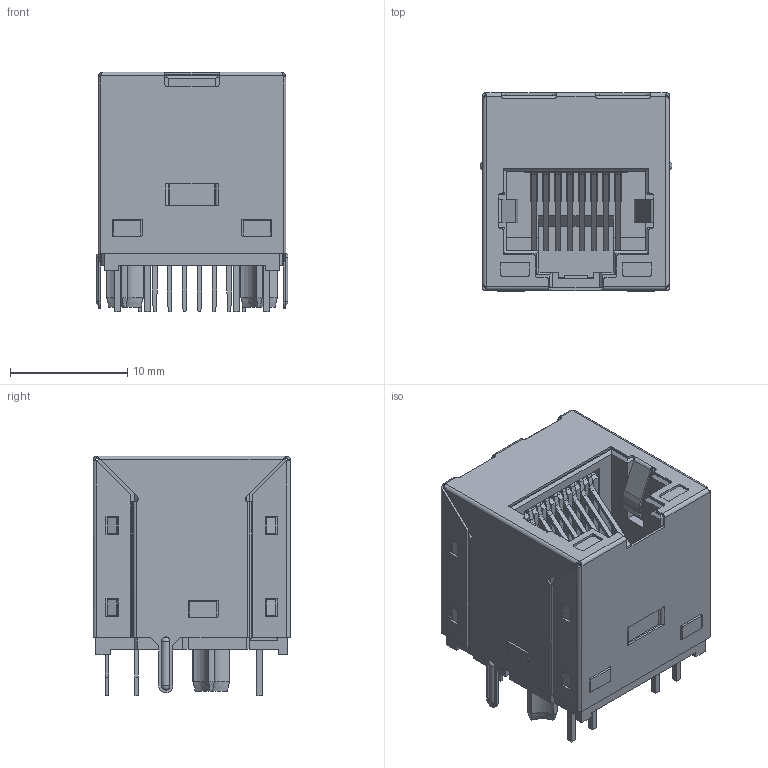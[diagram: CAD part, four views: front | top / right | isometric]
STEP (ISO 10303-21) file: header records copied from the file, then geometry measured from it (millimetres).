
FILE_DESCRIPTION(/* description */ ('Unknown'),/* implementation_level */ '2;1');
FILE_NAME(/* name */ 'T_Wurth_WE-RJ45LAN_74990101210',/* time_stamp */ '2025-08-21T16:32:02+08:00',/* author */ ('Unknown'),/* organization */ ('Unknown'),/* preprocessor_version */ 'ST-DEVELOPER v19.4',/* originating_system */ 'Solid Edge',/* authorisation */ 'Unknown');
FILE_SCHEMA (('AUTOMOTIVE_DESIGN {1 0 10303 214 3 1 1}'));
Products named in the file (2): T_Wurth_WE-RJ45LAN_74990101210
Assembly tree (1 placements, depth 2):
  T_Wurth_WE-RJ45LAN_74990101210
    T_Wurth_WE-RJ45LAN_74990101210
Bounding box: 16.34 x 16.85 x 20.4 mm (x, y, z)
Volume: 1865.3 mm3; surface area: 6887.8 mm2
Topology: 2 solids, 2 shells, 2151 faces, 6443 edges, 4201 vertices
Faces by surface type: plane 1741, cylinder 314, bspline 52, torus 20, cone 16, sphere 8
Entity records: 88277 total; most frequent: CARTESIAN_POINT 15434, ORIENTED_EDGE 12838, DIRECTION 10869, EDGE_CURVE 6419, LINE 5347, VECTOR 5347, VERTEX_POINT 4193, AXIS2_PLACEMENT_3D 2761
